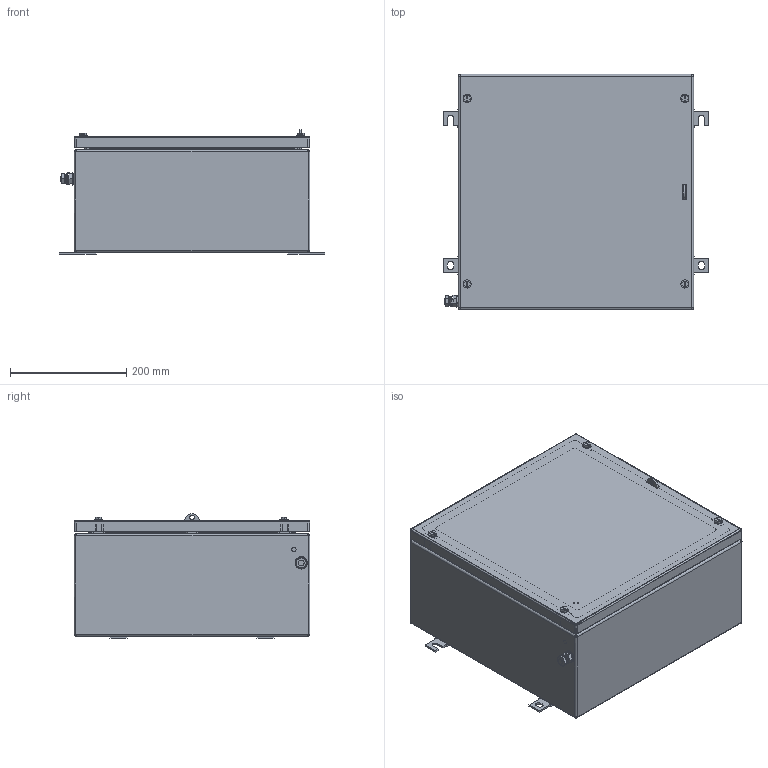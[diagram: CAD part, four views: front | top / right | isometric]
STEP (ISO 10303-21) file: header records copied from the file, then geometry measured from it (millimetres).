
FILE_DESCRIPTION(('CATIA V5 STEP Exchange','CAx-IF Rec.Pracs.--- Model Styling and Organization---1.4--- 2014-01-23'),'2;1');
FILE_NAME ('1523436-3_1_8000108843_8000108843 KTB MH 404020 S4E0.stp','2023-05-04T13:30:15+00:00',('none'),('Weidmueller'),'CATIA Version 5-6 Release 2016 SP3 HF44','CATIA V5 STEP AP214','none');
FILE_SCHEMA(('AUTOMOTIVE_DESIGN { 1 0 10303 214 1 1 1 1 }'));
Products named in the file (1): 8000108843 KTB MH 404020 S4E0
Bounding box: 457 x 406 x 215 mm (x, y, z)
Volume: 1205612.7 mm3; surface area: 1535364.2 mm2
Topology: 45 solids, 45 shells, 1386 faces, 3532 edges, 2232 vertices
Faces by surface type: plane 615, cylinder 475, cone 156, bspline 112, torus 20, sphere 8
Entity records: 48804 total; most frequent: CARTESIAN_POINT 17682, ORIENTED_EDGE 6952, DIRECTION 5210, EDGE_CURVE 3476, VERTEX_POINT 2232, AXIS2_PLACEMENT_3D 2012, VECTOR 1932, LINE 1932
